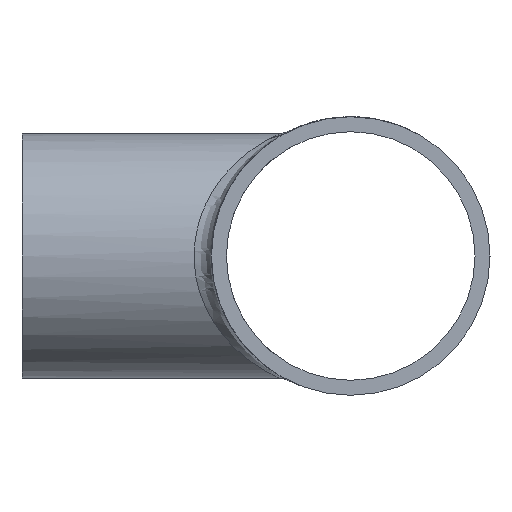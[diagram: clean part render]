
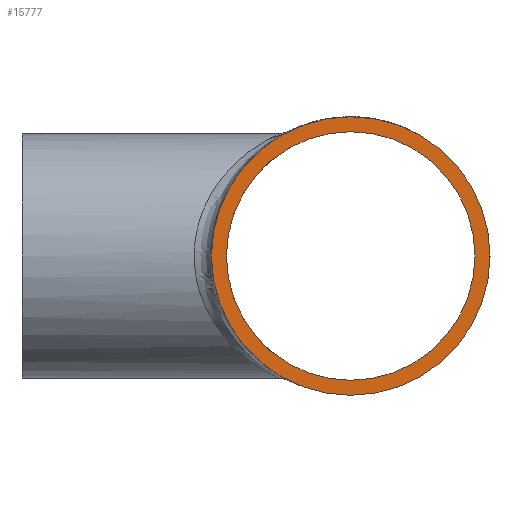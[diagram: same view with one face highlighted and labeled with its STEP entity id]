
A CAD part, left-side view. The second image highlights one B-rep face of the part: STEP entity #15777.
In plain terms, the highlighted planar face has unit normal (-1, 0, 0).
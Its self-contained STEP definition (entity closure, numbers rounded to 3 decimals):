
#140 = CARTESIAN_POINT ( 'NONE',  ( -57., 0., 21.55 ) ) ;
#821 = VERTEX_POINT ( 'NONE', #140 ) ;
#1979 = CIRCLE ( 'NONE', #6992, 21.55 ) ;
#2455 = DIRECTION ( 'NONE',  ( 0., 0., 1. ) ) ;
#2984 = VERTEX_POINT ( 'NONE', #6589 ) ;
#3999 = CARTESIAN_POINT ( 'NONE',  ( -57., 0., 0. ) ) ;
#4375 = DIRECTION ( 'NONE',  ( 0., 0., 1. ) ) ;
#4554 = FACE_BOUND ( 'NONE', #8949, .T. ) ;
#4610 = ORIENTED_EDGE ( 'NONE', *, *, #7743, .T. ) ;
#4621 = ORIENTED_EDGE ( 'NONE', *, *, #11311, .F. ) ;
#6589 = CARTESIAN_POINT ( 'NONE',  ( -57., 0., 24.15 ) ) ;
#6908 = CARTESIAN_POINT ( 'NONE',  ( -57., 0., 0. ) ) ;
#6992 = AXIS2_PLACEMENT_3D ( 'NONE', #6908, #11899, #4375 ) ;
#7262 = PLANE ( 'NONE',  #15978 ) ;
#7497 = FACE_OUTER_BOUND ( 'NONE', #15307, .T. ) ;
#7743 = EDGE_CURVE ( 'NONE', #2984, #2984, #8860, .T. ) ;
#8509 = AXIS2_PLACEMENT_3D ( 'NONE', #3999, #12739, #12787 ) ;
#8755 = CARTESIAN_POINT ( 'NONE',  ( -57., 0., 0. ) ) ;
#8860 = CIRCLE ( 'NONE', #8509, 24.15 ) ;
#8949 = EDGE_LOOP ( 'NONE', ( #4621 ) ) ;
#9849 = DIRECTION ( 'NONE',  ( -1., 0., 0. ) ) ;
#11311 = EDGE_CURVE ( 'NONE', #821, #821, #1979, .T. ) ;
#11899 = DIRECTION ( 'NONE',  ( -1., 0., 0. ) ) ;
#12739 = DIRECTION ( 'NONE',  ( -1., 0., 0. ) ) ;
#12787 = DIRECTION ( 'NONE',  ( 0., 0., 1. ) ) ;
#15307 = EDGE_LOOP ( 'NONE', ( #4610 ) ) ;
#15777 = ADVANCED_FACE ( 'NONE', ( #4554, #7497 ), #7262, .T. ) ;
#15978 = AXIS2_PLACEMENT_3D ( 'NONE', #8755, #9849, #2455 ) ;
